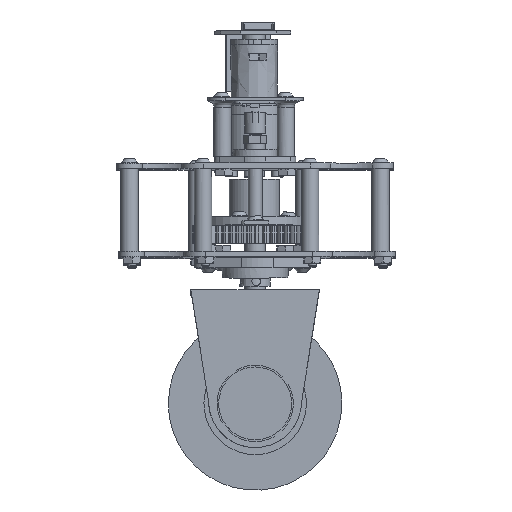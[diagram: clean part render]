
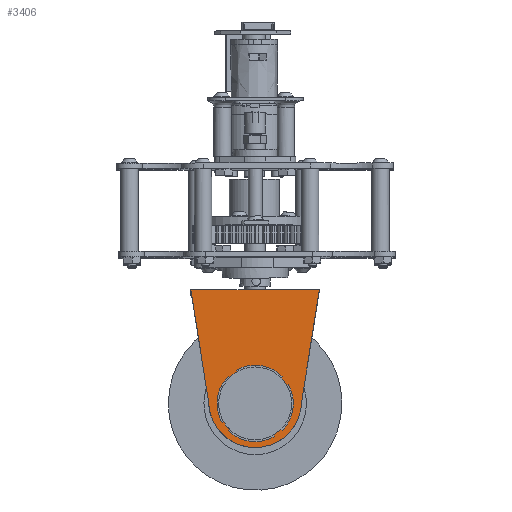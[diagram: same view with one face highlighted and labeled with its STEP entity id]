
A CAD part, front view. The second image highlights one B-rep face of the part: STEP entity #3406.
In plain terms, the highlighted free-form (B-spline) face has degree [1, 1] with [2, 2] control points.
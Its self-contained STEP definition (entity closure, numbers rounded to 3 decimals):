
#2675 = EDGE_CURVE('',#2676,#2678,#2680,.T.);
#2676 = VERTEX_POINT('',#2677);
#2677 = CARTESIAN_POINT('',(-9.05,-75.121,
    39.363));
#2678 = VERTEX_POINT('',#2679);
#2679 = CARTESIAN_POINT('',(65.017,-75.145,
    39.384));
#2680 = ( BOUNDED_CURVE() B_SPLINE_CURVE(2,(#2681,#2682,#2683,#2684,
#2685),.UNSPECIFIED.,.F.,.F.) B_SPLINE_CURVE_WITH_KNOTS((3,2,3),(0.,
1.549,3.098),.PIECEWISE_BEZIER_KNOTS.) CURVE() 
GEOMETRIC_REPRESENTATION_ITEM() RATIONAL_B_SPLINE_CURVE((1.,
0.715,1.,0.715,1.)) REPRESENTATION_ITEM('') );
#2681 = CARTESIAN_POINT('',(-9.05,-75.121,
    39.363));
#2682 = CARTESIAN_POINT('',(-8.246,-75.396,
    3.133));
#2683 = CARTESIAN_POINT('',(27.994,-75.408,
    3.143));
#2684 = CARTESIAN_POINT('',(64.234,-75.42,
    3.153));
#2685 = CARTESIAN_POINT('',(65.017,-75.145,
    39.384));
#3104 = VERTEX_POINT('',#3105);
#3105 = CARTESIAN_POINT('',(12.134,-75.141,
    37.624));
#3110 = EDGE_CURVE('',#3104,#3104,#3111,.T.);
#3111 = ( BOUNDED_CURVE() B_SPLINE_CURVE(2,(#3112,#3113,#3114,#3115,
#3116,#3117,#3118),.UNSPECIFIED.,.T.,.F.) B_SPLINE_CURVE_WITH_KNOTS((3,2
    ,2,3),(3.142,5.236,7.33,9.425),
.PIECEWISE_BEZIER_KNOTS.) CURVE() GEOMETRIC_REPRESENTATION_ITEM() 
RATIONAL_B_SPLINE_CURVE((1.,0.5,1.,0.5,1.,0.5,1.)) REPRESENTATION_ITEM(
  '') );
#3112 = CARTESIAN_POINT('',(12.134,-75.141,
    37.624));
#3113 = CARTESIAN_POINT('',(12.134,-75.104,
    42.418));
#3114 = CARTESIAN_POINT('',(7.983,-75.121,
    40.021));
#3115 = CARTESIAN_POINT('',(3.831,-75.138,
    37.624));
#3116 = CARTESIAN_POINT('',(7.983,-75.158,
    35.227));
#3117 = CARTESIAN_POINT('',(12.134,-75.177,
    32.83));
#3118 = CARTESIAN_POINT('',(12.134,-75.141,
    37.624));
#3145 = VERTEX_POINT('',#3146);
#3146 = CARTESIAN_POINT('',(32.368,-75.277,
    20.635));
#3151 = EDGE_CURVE('',#3145,#3145,#3152,.T.);
#3152 = ( BOUNDED_CURVE() B_SPLINE_CURVE(2,(#3153,#3154,#3155,#3156,
#3157,#3158,#3159),.UNSPECIFIED.,.T.,.F.) B_SPLINE_CURVE_WITH_KNOTS((3,2
    ,2,3),(3.142,5.236,7.33,9.425),
.PIECEWISE_BEZIER_KNOTS.) CURVE() GEOMETRIC_REPRESENTATION_ITEM() 
RATIONAL_B_SPLINE_CURVE((1.,0.5,1.,0.5,1.,0.5,1.)) REPRESENTATION_ITEM(
  '') );
#3153 = CARTESIAN_POINT('',(32.368,-75.277,
    20.635));
#3154 = CARTESIAN_POINT('',(32.368,-75.24,
    25.429));
#3155 = CARTESIAN_POINT('',(28.216,-75.257,
    23.032));
#3156 = CARTESIAN_POINT('',(24.065,-75.274,
    20.635));
#3157 = CARTESIAN_POINT('',(28.216,-75.293,
    18.238));
#3158 = CARTESIAN_POINT('',(32.368,-75.313,
    15.841));
#3159 = CARTESIAN_POINT('',(32.368,-75.277,
    20.635));
#3186 = VERTEX_POINT('',#3187);
#3187 = CARTESIAN_POINT('',(29.124,-74.993,
    57.857));
#3192 = EDGE_CURVE('',#3186,#3186,#3193,.T.);
#3193 = ( BOUNDED_CURVE() B_SPLINE_CURVE(2,(#3194,#3195,#3196,#3197,
#3198,#3199,#3200),.UNSPECIFIED.,.T.,.F.) B_SPLINE_CURVE_WITH_KNOTS((3,2
    ,2,3),(3.142,5.236,7.33,9.425),
.PIECEWISE_BEZIER_KNOTS.) CURVE() GEOMETRIC_REPRESENTATION_ITEM() 
RATIONAL_B_SPLINE_CURVE((1.,0.5,1.,0.5,1.,0.5,1.)) REPRESENTATION_ITEM(
  '') );
#3194 = CARTESIAN_POINT('',(29.124,-74.993,
    57.857));
#3195 = CARTESIAN_POINT('',(29.124,-74.956,
    62.651));
#3196 = CARTESIAN_POINT('',(24.972,-74.973,
    60.254));
#3197 = CARTESIAN_POINT('',(20.821,-74.99,
    57.857));
#3198 = CARTESIAN_POINT('',(24.972,-75.01,
    55.46));
#3199 = CARTESIAN_POINT('',(29.124,-75.029,
    53.064));
#3200 = CARTESIAN_POINT('',(29.124,-74.993,
    57.857));
#3227 = VERTEX_POINT('',#3228);
#3228 = CARTESIAN_POINT('',(49.358,-75.129,
    40.868));
#3233 = EDGE_CURVE('',#3227,#3227,#3234,.T.);
#3234 = ( BOUNDED_CURVE() B_SPLINE_CURVE(2,(#3235,#3236,#3237,#3238,
#3239,#3240,#3241),.UNSPECIFIED.,.T.,.F.) B_SPLINE_CURVE_WITH_KNOTS((3,2
    ,2,3),(3.142,5.236,7.33,9.425),
.PIECEWISE_BEZIER_KNOTS.) CURVE() GEOMETRIC_REPRESENTATION_ITEM() 
RATIONAL_B_SPLINE_CURVE((1.,0.5,1.,0.5,1.,0.5,1.)) REPRESENTATION_ITEM(
  '') );
#3235 = CARTESIAN_POINT('',(49.358,-75.129,
    40.868));
#3236 = CARTESIAN_POINT('',(49.358,-75.092,
    45.662));
#3237 = CARTESIAN_POINT('',(45.206,-75.109,
    43.265));
#3238 = CARTESIAN_POINT('',(41.054,-75.126,
    40.868));
#3239 = CARTESIAN_POINT('',(45.206,-75.145,
    38.471));
#3240 = CARTESIAN_POINT('',(49.358,-75.165,
    36.075));
#3241 = CARTESIAN_POINT('',(49.358,-75.129,
    40.868));
#3268 = VERTEX_POINT('',#3269);
#3269 = CARTESIAN_POINT('',(23.165,-75.029,
    52.882));
#3276 = VERTEX_POINT('',#3277);
#3277 = CARTESIAN_POINT('',(39.923,-75.075,
    47.52));
#3282 = EDGE_CURVE('',#3268,#3276,#3283,.T.);
#3283 = ( BOUNDED_CURVE() B_SPLINE_CURVE(2,(#3284,#3285,#3286,#3287,
#3288),.UNSPECIFIED.,.F.,.F.) B_SPLINE_CURVE_WITH_KNOTS((3,2,3),(
    5.048,7.544,10.041),
.PIECEWISE_BEZIER_KNOTS.) CURVE() GEOMETRIC_REPRESENTATION_ITEM() 
RATIONAL_B_SPLINE_CURVE((1.,0.317,1.,0.317,1.)) 
REPRESENTATION_ITEM('') );
#3284 = CARTESIAN_POINT('',(23.165,-75.029,
    52.882));
#3285 = CARTESIAN_POINT('',(-18.133,-75.124,
    38.473));
#3286 = CARTESIAN_POINT('',(23.526,-75.239,
    25.144));
#3287 = CARTESIAN_POINT('',(65.185,-75.354,
    11.814));
#3288 = CARTESIAN_POINT('',(39.923,-75.075,
    47.52));
#3304 = EDGE_CURVE('',#3305,#3268,#3307,.T.);
#3305 = VERTEX_POINT('',#3306);
#3306 = CARTESIAN_POINT('',(23.253,-75.028,
    52.987));
#3307 = B_SPLINE_CURVE_WITH_KNOTS('',1,(#3308,#3309),.UNSPECIFIED.,.F.,
  .F.,(2,2),(-0.,0.099),.PIECEWISE_BEZIER_KNOTS.);
#3308 = CARTESIAN_POINT('',(23.253,-75.028,
    52.987));
#3309 = CARTESIAN_POINT('',(23.165,-75.029,
    52.882));
#3329 = EDGE_CURVE('',#3276,#3305,#3330,.T.);
#3330 = ( BOUNDED_CURVE() B_SPLINE_CURVE(2,(#3331,#3332,#3333),
.UNSPECIFIED.,.F.,.F.) B_SPLINE_CURVE_WITH_KNOTS((3,3),(4.987,
6.283),.PIECEWISE_BEZIER_KNOTS.) CURVE() 
GEOMETRIC_REPRESENTATION_ITEM() RATIONAL_B_SPLINE_CURVE((1.,
0.797,1.)) REPRESENTATION_ITEM('') );
#3331 = CARTESIAN_POINT('',(39.923,-75.075,
    47.52));
#3332 = CARTESIAN_POINT('',(33.658,-75.004,
    56.565));
#3333 = CARTESIAN_POINT('',(23.253,-75.028,
    52.987));
#3345 = EDGE_CURVE('',#3346,#2678,#3348,.T.);
#3346 = VERTEX_POINT('',#3347);
#3347 = CARTESIAN_POINT('',(79.221,-74.469,
    128.995));
#3348 = B_SPLINE_CURVE_WITH_KNOTS('',1,(#3349,#3350),.UNSPECIFIED.,.F.,
  .F.,(2,2),(-0.,65.564),.PIECEWISE_BEZIER_KNOTS.);
#3349 = CARTESIAN_POINT('',(79.221,-74.469,
    128.995));
#3350 = CARTESIAN_POINT('',(65.017,-75.145,
    39.384));
#3368 = EDGE_CURVE('',#3369,#3346,#3371,.T.);
#3369 = VERTEX_POINT('',#3370);
#3370 = CARTESIAN_POINT('',(-23.302,-74.435,
    128.966));
#3371 = B_SPLINE_CURVE_WITH_KNOTS('',1,(#3372,#3373),.UNSPECIFIED.,.F.,
  .F.,(2,2),(0.,74.085),.PIECEWISE_BEZIER_KNOTS.);
#3372 = CARTESIAN_POINT('',(-23.302,-74.435,
    128.966));
#3373 = CARTESIAN_POINT('',(79.221,-74.469,
    128.995));
#3393 = EDGE_CURVE('',#2676,#3369,#3394,.T.);
#3394 = B_SPLINE_CURVE_WITH_KNOTS('',1,(#3395,#3396),.UNSPECIFIED.,.F.,
  .F.,(2,2),(0.,65.564),
  .PIECEWISE_BEZIER_KNOTS.);
#3395 = CARTESIAN_POINT('',(-9.05,-75.121,
    39.363));
#3396 = CARTESIAN_POINT('',(-23.302,-74.435,
    128.966));
#3406 = ADVANCED_FACE('',(#3407,#3413,#3418,#3421,#3424,#3427),#3430,.F.
  );
#3407 = FACE_BOUND('',#3408,.T.);
#3408 = EDGE_LOOP('',(#3409,#3410,#3411,#3412));
#3409 = ORIENTED_EDGE('',*,*,#3345,.F.);
#3410 = ORIENTED_EDGE('',*,*,#3368,.F.);
#3411 = ORIENTED_EDGE('',*,*,#3393,.F.);
#3412 = ORIENTED_EDGE('',*,*,#2675,.T.);
#3413 = FACE_BOUND('',#3414,.T.);
#3414 = EDGE_LOOP('',(#3415,#3416,#3417));
#3415 = ORIENTED_EDGE('',*,*,#3329,.F.);
#3416 = ORIENTED_EDGE('',*,*,#3282,.F.);
#3417 = ORIENTED_EDGE('',*,*,#3304,.F.);
#3418 = FACE_BOUND('',#3419,.T.);
#3419 = EDGE_LOOP('',(#3420));
#3420 = ORIENTED_EDGE('',*,*,#3233,.F.);
#3421 = FACE_BOUND('',#3422,.T.);
#3422 = EDGE_LOOP('',(#3423));
#3423 = ORIENTED_EDGE('',*,*,#3192,.F.);
#3424 = FACE_BOUND('',#3425,.T.);
#3425 = EDGE_LOOP('',(#3426));
#3426 = ORIENTED_EDGE('',*,*,#3151,.F.);
#3427 = FACE_BOUND('',#3428,.T.);
#3428 = EDGE_LOOP('',(#3429));
#3429 = ORIENTED_EDGE('',*,*,#3110,.F.);
#3430 = B_SPLINE_SURFACE_WITH_KNOTS('',1,1,(
    (#3431,#3432)
    ,(#3433,#3434
    )),.UNSPECIFIED.,.F.,.F.,.F.,(2,2),(2,2),(-37.042,
    37.042),(-50.042,40.903),
  .PIECEWISE_BEZIER_KNOTS.);
#3431 = CARTESIAN_POINT('',(79.22,-75.425,
    3.143));
#3432 = CARTESIAN_POINT('',(79.221,-74.469,
    128.995));
#3433 = CARTESIAN_POINT('',(-23.302,-75.391,
    3.143));
#3434 = CARTESIAN_POINT('',(-23.302,-74.435,
    128.995));
